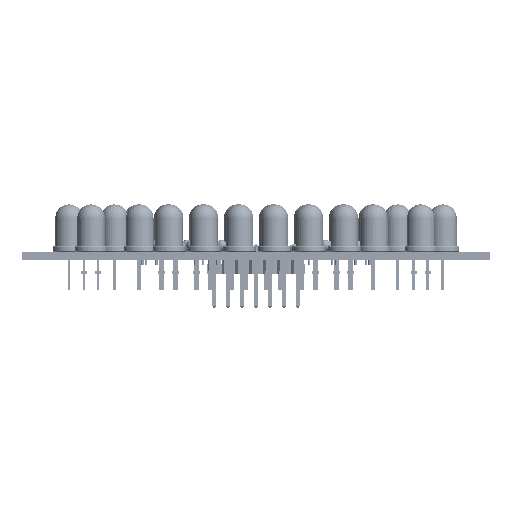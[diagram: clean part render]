
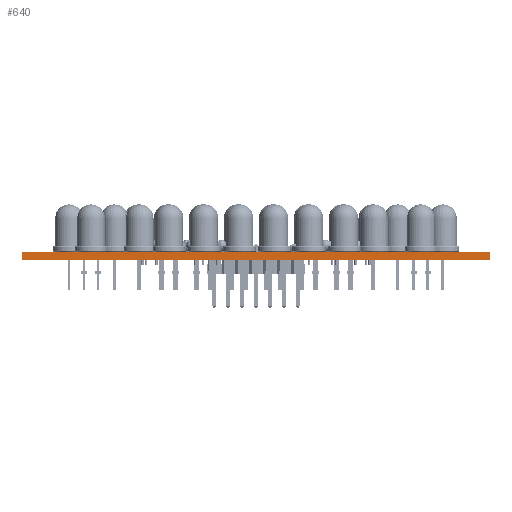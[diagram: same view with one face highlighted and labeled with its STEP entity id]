
A CAD part, front view. The second image highlights one B-rep face of the part: STEP entity #640.
In plain terms, the highlighted planar face has unit normal (0, -1, 0).
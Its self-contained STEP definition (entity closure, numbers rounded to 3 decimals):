
#582 = EDGE_CURVE('',#583,#585,#587,.T.);
#583 = VERTEX_POINT('',#584);
#584 = CARTESIAN_POINT('',(42.5,-70.,-0.775));
#585 = VERTEX_POINT('',#586);
#586 = CARTESIAN_POINT('',(42.5,-70.,0.775));
#587 = LINE('',#588,#589);
#588 = CARTESIAN_POINT('',(42.5,-70.,-0.775));
#589 = VECTOR('',#590,1.);
#590 = DIRECTION('',(0.,0.,1.));
#615 = VERTEX_POINT('',#616);
#616 = CARTESIAN_POINT('',(-42.5,-70.,0.775));
#622 = EDGE_CURVE('',#623,#615,#625,.T.);
#623 = VERTEX_POINT('',#624);
#624 = CARTESIAN_POINT('',(-42.5,-70.,-0.775));
#625 = LINE('',#626,#627);
#626 = CARTESIAN_POINT('',(-42.5,-70.,-0.775));
#627 = VECTOR('',#628,1.);
#628 = DIRECTION('',(0.,0.,1.));
#640 = ADVANCED_FACE('',(#641),#657,.F.);
#641 = FACE_BOUND('',#642,.F.);
#642 = EDGE_LOOP('',(#643,#644,#650,#651));
#643 = ORIENTED_EDGE('',*,*,#622,.T.);
#644 = ORIENTED_EDGE('',*,*,#645,.T.);
#645 = EDGE_CURVE('',#615,#585,#646,.T.);
#646 = LINE('',#647,#648);
#647 = CARTESIAN_POINT('',(-42.5,-70.,0.775));
#648 = VECTOR('',#649,1.);
#649 = DIRECTION('',(1.,0.,0.));
#650 = ORIENTED_EDGE('',*,*,#582,.F.);
#651 = ORIENTED_EDGE('',*,*,#652,.F.);
#652 = EDGE_CURVE('',#623,#583,#653,.T.);
#653 = LINE('',#654,#655);
#654 = CARTESIAN_POINT('',(-42.5,-70.,-0.775));
#655 = VECTOR('',#656,1.);
#656 = DIRECTION('',(1.,0.,0.));
#657 = PLANE('',#658);
#658 = AXIS2_PLACEMENT_3D('',#659,#660,#661);
#659 = CARTESIAN_POINT('',(-42.5,-70.,-0.775));
#660 = DIRECTION('',(0.,1.,0.));
#661 = DIRECTION('',(1.,0.,0.));
